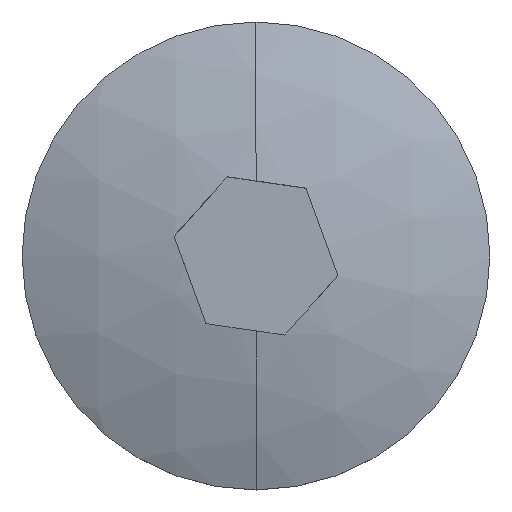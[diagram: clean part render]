
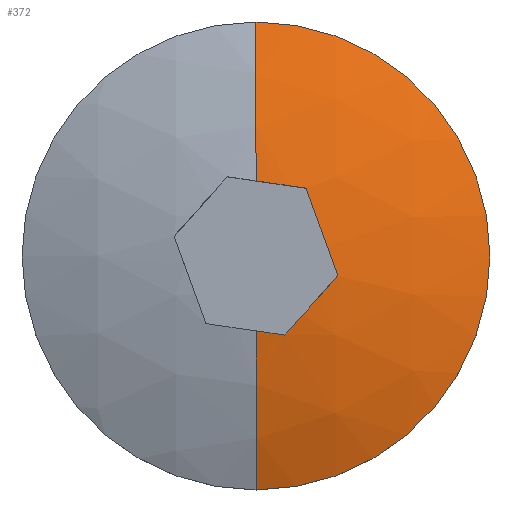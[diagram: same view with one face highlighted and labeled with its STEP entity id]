
A CAD part, top view. The second image highlights one B-rep face of the part: STEP entity #372.
In plain terms, the highlighted spherical face has radius 13 mm.
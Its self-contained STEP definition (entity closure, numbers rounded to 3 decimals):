
#62 = VERTEX_POINT ( 'NONE', #637 ) ;
#65 = EDGE_CURVE ( 'NONE', #62, #108, #635, .T. ) ;
#68 = VERTEX_POINT ( 'NONE', #630 ) ;
#70 = EDGE_CURVE ( 'NONE', #68, #107, #674, .T. ) ;
#107 = VERTEX_POINT ( 'NONE', #758 ) ;
#108 = VERTEX_POINT ( 'NONE', #757 ) ;
#275 = ORIENTED_EDGE ( 'NONE', *, *, #276, .F. ) ;
#276 = EDGE_CURVE ( 'NONE', #277, #377, #1325, .T. ) ;
#277 = VERTEX_POINT ( 'NONE', #1320 ) ;
#278 = ORIENTED_EDGE ( 'NONE', *, *, #279, .F. ) ;
#279 = EDGE_CURVE ( 'NONE', #280, #277, #1319, .T. ) ;
#280 = VERTEX_POINT ( 'NONE', #1314 ) ;
#281 = ORIENTED_EDGE ( 'NONE', *, *, #282, .F. ) ;
#282 = EDGE_CURVE ( 'NONE', #68, #280, #1313, .T. ) ;
#283 = ORIENTED_EDGE ( 'NONE', *, *, #70, .T. ) ;
#284 = ORIENTED_EDGE ( 'NONE', *, *, #285, .F. ) ;
#285 = EDGE_CURVE ( 'NONE', #108, #107, #1308, .T. ) ;
#372 = ADVANCED_FACE ( 'NONE', ( #1437 ), #1435, .T. ) ;
#373 = EDGE_LOOP ( 'NONE', ( #374, #375, #275, #278, #281, #283, #284 ) ) ;
#374 = ORIENTED_EDGE ( 'NONE', *, *, #65, .F. ) ;
#375 = ORIENTED_EDGE ( 'NONE', *, *, #376, .F. ) ;
#376 = EDGE_CURVE ( 'NONE', #377, #62, #1431, .T. ) ;
#377 = VERTEX_POINT ( 'NONE', #1478 ) ;
#614 = CARTESIAN_POINT ( 'NONE',  ( 0., 0., -5.542 ) ) ;
#630 = CARTESIAN_POINT ( 'NONE',  ( -1.602, 0., 7.359 ) ) ;
#631 = DIRECTION ( 'NONE',  ( -1., 0., 0. ) ) ;
#632 = DIRECTION ( 'NONE',  ( 0., 1., 0. ) ) ;
#633 = CARTESIAN_POINT ( 'NONE',  ( 0., 0., -5.542 ) ) ;
#634 = AXIS2_PLACEMENT_3D ( 'NONE', #633, #632, #631 ) ;
#635 = CIRCLE ( 'NONE', #634, 13. ) ;
#637 = CARTESIAN_POINT ( 'NONE',  ( 1.603, 0., 7.359 ) ) ;
#671 = DIRECTION ( 'NONE',  ( 0., 0., -1. ) ) ;
#672 = DIRECTION ( 'NONE',  ( 0., -1., 0. ) ) ;
#673 = AXIS2_PLACEMENT_3D ( 'NONE', #614, #672, #671 ) ;
#674 = CIRCLE ( 'NONE', #673, 13. ) ;
#757 = CARTESIAN_POINT ( 'NONE',  ( 5., 0., 6.458 ) ) ;
#758 = CARTESIAN_POINT ( 'NONE',  ( -5., 0., 6.458 ) ) ;
#1304 = DIRECTION ( 'NONE',  ( -1., 0., 0. ) ) ;
#1305 = DIRECTION ( 'NONE',  ( 0., 0., -1. ) ) ;
#1306 = CARTESIAN_POINT ( 'NONE',  ( 0., 0., 6.458 ) ) ;
#1307 = AXIS2_PLACEMENT_3D ( 'NONE', #1306, #1305, #1304 ) ;
#1308 = CIRCLE ( 'NONE', #1307, 5. ) ;
#1309 = DIRECTION ( 'NONE',  ( 0.143, 0.99, 0. ) ) ;
#1310 = DIRECTION ( 'NONE',  ( 0.99, -0.143, 0. ) ) ;
#1311 = CARTESIAN_POINT ( 'NONE',  ( -1.57, 0.227, -5.542 ) ) ;
#1312 = AXIS2_PLACEMENT_3D ( 'NONE', #1311, #1310, #1309 ) ;
#1313 = CIRCLE ( 'NONE', #1312, 12.903 ) ;
#1314 = CARTESIAN_POINT ( 'NONE',  ( -1.691, -0.616, 7.332 ) ) ;
#1315 = DIRECTION ( 'NONE',  ( -0.746, 0.666, 0. ) ) ;
#1316 = DIRECTION ( 'NONE',  ( 0.666, 0.746, 0. ) ) ;
#1317 = CARTESIAN_POINT ( 'NONE',  ( -1.057, -1.183, -5.542 ) ) ;
#1318 = AXIS2_PLACEMENT_3D ( 'NONE', #1317, #1316, #1315 ) ;
#1319 = CIRCLE ( 'NONE', #1318, 12.903 ) ;
#1320 = CARTESIAN_POINT ( 'NONE',  ( -0.422, -1.75, 7.332 ) ) ;
#1321 = DIRECTION ( 'NONE',  ( -0.94, -0.342, 0. ) ) ;
#1322 = DIRECTION ( 'NONE',  ( -0.342, 0.94, 0. ) ) ;
#1323 = CARTESIAN_POINT ( 'NONE',  ( 0.513, -1.41, -5.542 ) ) ;
#1324 = AXIS2_PLACEMENT_3D ( 'NONE', #1323, #1322, #1321 ) ;
#1325 = CIRCLE ( 'NONE', #1324, 12.913 ) ;
#1427 = DIRECTION ( 'NONE',  ( -0.143, -0.99, 0. ) ) ;
#1428 = DIRECTION ( 'NONE',  ( -0.99, 0.143, 0. ) ) ;
#1429 = CARTESIAN_POINT ( 'NONE',  ( 1.57, -0.227, -5.542 ) ) ;
#1430 = AXIS2_PLACEMENT_3D ( 'NONE', #1429, #1428, #1427 ) ;
#1431 = CIRCLE ( 'NONE', #1430, 12.903 ) ;
#1432 = DIRECTION ( 'NONE',  ( -1., 0., 0. ) ) ;
#1433 = DIRECTION ( 'NONE',  ( 0., 1., 0. ) ) ;
#1434 = AXIS2_PLACEMENT_3D ( 'NONE', #1436, #1433, #1432 ) ;
#1435 = SPHERICAL_SURFACE ( 'NONE', #1434, 13. ) ;
#1436 = CARTESIAN_POINT ( 'NONE',  ( 0., 0., -5.542 ) ) ;
#1437 = FACE_OUTER_BOUND ( 'NONE', #373, .T. ) ;
#1478 = CARTESIAN_POINT ( 'NONE',  ( 1.448, -1.069, 7.332 ) ) ;
